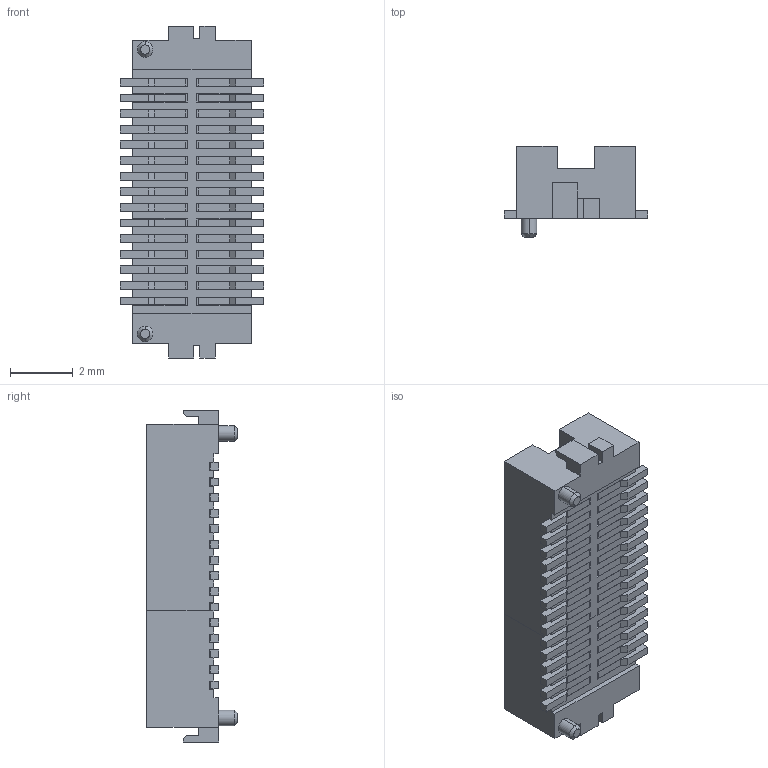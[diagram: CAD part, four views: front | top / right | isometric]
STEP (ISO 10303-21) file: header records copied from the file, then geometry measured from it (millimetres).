
FILE_DESCRIPTION (( 'STEP AP214' ), '1' );
FILE_NAME ('DF12-30DP.STEP', '2012-04-04T00:40:34', ( '' ), ( '' ), 'SwSTEP 2.0', 'SolidWorks 2011', '' );
FILE_SCHEMA (( 'AUTOMOTIVE_DESIGN' ));
Length unit declared in the file: millimetre
Products named in the file (3): end20plug; end10plug; DF12-30DP
Assembly tree (2 placements, depth 2):
  DF12-30DP
    end10plug
    end20plug
Bounding box: 4.6 x 2.9 x 10.62 mm (x, y, z)
Volume: 51 mm3; surface area: 328.5 mm2
Topology: 2 solids, 2 shells, 836 faces, 3036 edges, 2002 vertices
Faces by surface type: plane 828, cylinder 4, cone 4
Entity records: 41279 total; most frequent: ORIENTED_EDGE 6072, CARTESIAN_POINT 5879, DIRECTION 4730, EDGE_CURVE 3036, VECTOR 3024, LINE 3024, VERTEX_POINT 2002, EDGE_LOOP 866
